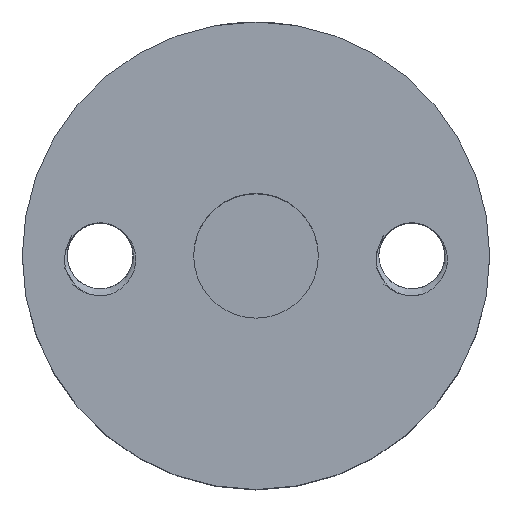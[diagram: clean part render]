
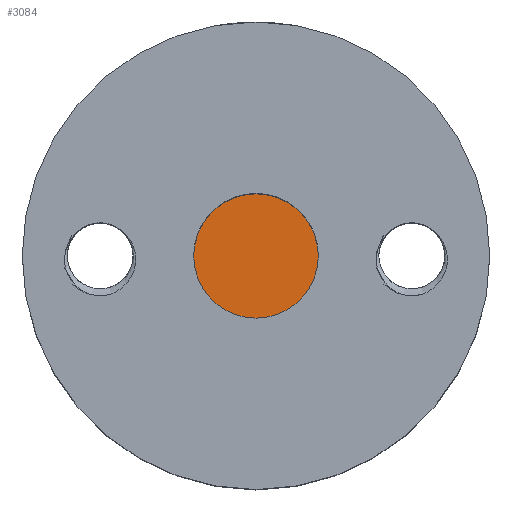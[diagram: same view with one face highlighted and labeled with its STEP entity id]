
A CAD part, top view. The second image highlights one B-rep face of the part: STEP entity #3084.
In plain terms, the highlighted planar face has unit normal (0, 0, 1).
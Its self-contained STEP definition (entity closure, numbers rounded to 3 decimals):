
#25=PLANE('',#3283);
#47=CIRCLE('',#3278,4.);
#222=FACE_OUTER_BOUND('',#405,.T.);
#405=EDGE_LOOP('',(#2726));
#1327=VERTEX_POINT('',#10111);
#1785=EDGE_CURVE('',#1327,#1327,#47,.T.);
#2726=ORIENTED_EDGE('',*,*,#1785,.F.);
#3084=ADVANCED_FACE('',(#222),#25,.T.);
#3278=AXIS2_PLACEMENT_3D('',#10113,#3803,#3804);
#3283=AXIS2_PLACEMENT_3D('',#13132,#3813,#3814);
#3803=DIRECTION('center_axis',(0.,0.,-1.));
#3804=DIRECTION('ref_axis',(1.,0.,0.));
#3813=DIRECTION('center_axis',(0.,0.,1.));
#3814=DIRECTION('ref_axis',(1.,0.,0.));
#10111=CARTESIAN_POINT('',(-4.,0.,2.));
#10113=CARTESIAN_POINT('Origin',(0.,0.,2.));
#13132=CARTESIAN_POINT('Origin',(0.,0.,2.));
